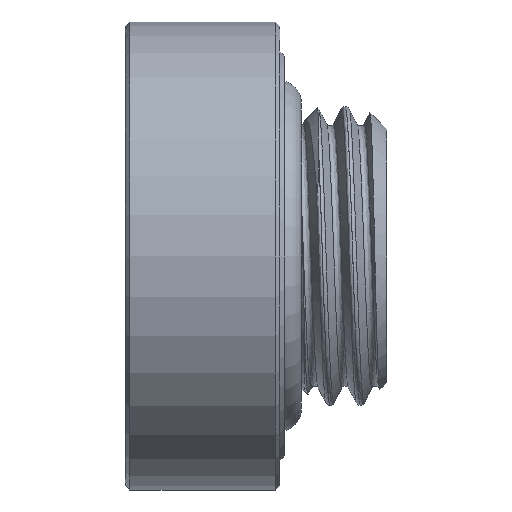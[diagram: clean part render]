
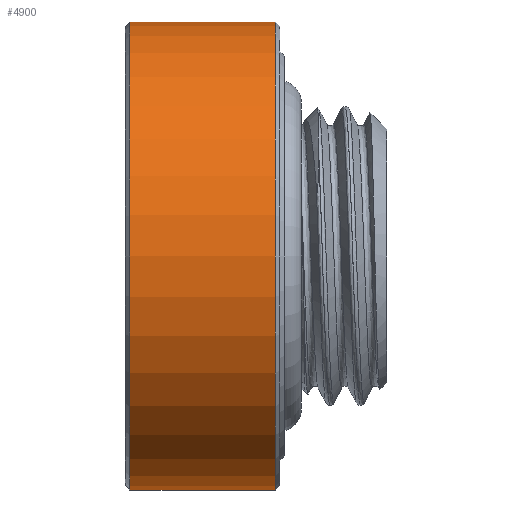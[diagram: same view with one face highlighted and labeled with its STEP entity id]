
A CAD part, left-side view. The second image highlights one B-rep face of the part: STEP entity #4900.
In plain terms, the highlighted cylindrical face has radius 10.3 mm (diameter 20.6 mm), a partial arc.
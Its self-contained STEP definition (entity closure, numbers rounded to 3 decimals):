
#361 = VERTEX_POINT ( 'NONE', #1783 ) ;
#400 = ORIENTED_EDGE ( 'NONE', *, *, #4137, .T. ) ;
#437 = LINE ( 'NONE', #815, #2894 ) ;
#501 = EDGE_CURVE ( 'NONE', #1454, #361, #2701, .T. ) ;
#746 = CIRCLE ( 'NONE', #4430, 10.3 ) ;
#764 = DIRECTION ( 'NONE',  ( 0., -1., 0. ) ) ;
#815 = CARTESIAN_POINT ( 'NONE',  ( 0., 0., -10.3 ) ) ;
#992 = EDGE_LOOP ( 'NONE', ( #4456, #3077, #400, #4807 ) ) ;
#1270 = CARTESIAN_POINT ( 'NONE',  ( 0., 0., 10.3 ) ) ;
#1421 = FACE_OUTER_BOUND ( 'NONE', #992, .T. ) ;
#1454 = VERTEX_POINT ( 'NONE', #3798 ) ;
#1644 = VERTEX_POINT ( 'NONE', #4087 ) ;
#1783 = CARTESIAN_POINT ( 'NONE',  ( 0., 0.4, -10.3 ) ) ;
#1842 = EDGE_CURVE ( 'NONE', #1644, #4363, #746, .T. ) ;
#2209 = VECTOR ( 'NONE', #2892, 1000. ) ;
#2651 = CARTESIAN_POINT ( 'NONE',  ( 0., 0., 0. ) ) ;
#2677 = CARTESIAN_POINT ( 'NONE',  ( 0., 0.4, 0. ) ) ;
#2701 = CIRCLE ( 'NONE', #3382, 10.3 ) ;
#2892 = DIRECTION ( 'NONE',  ( 0., -1., 0. ) ) ;
#2894 = VECTOR ( 'NONE', #2946, 1000. ) ;
#2946 = DIRECTION ( 'NONE',  ( 0., -1., 0. ) ) ;
#2975 = EDGE_CURVE ( 'NONE', #1644, #1454, #3291, .T. ) ;
#3045 = CYLINDRICAL_SURFACE ( 'NONE', #3231, 10.3 ) ;
#3077 = ORIENTED_EDGE ( 'NONE', *, *, #1842, .T. ) ;
#3124 = DIRECTION ( 'NONE',  ( 0., 0., -1. ) ) ;
#3231 = AXIS2_PLACEMENT_3D ( 'NONE', #2651, #3880, #3124 ) ;
#3291 = LINE ( 'NONE', #1270, #2209 ) ;
#3382 = AXIS2_PLACEMENT_3D ( 'NONE', #2677, #5178, #4374 ) ;
#3798 = CARTESIAN_POINT ( 'NONE',  ( 0., 0.4, 10.3 ) ) ;
#3880 = DIRECTION ( 'NONE',  ( 0., -1., 0. ) ) ;
#4001 = CARTESIAN_POINT ( 'NONE',  ( 0., 6.8, 0. ) ) ;
#4087 = CARTESIAN_POINT ( 'NONE',  ( 0., 6.8, 10.3 ) ) ;
#4137 = EDGE_CURVE ( 'NONE', #4363, #361, #437, .T. ) ;
#4213 = CARTESIAN_POINT ( 'NONE',  ( 0., 6.8, -10.3 ) ) ;
#4363 = VERTEX_POINT ( 'NONE', #4213 ) ;
#4374 = DIRECTION ( 'NONE',  ( 0., 0., -1. ) ) ;
#4430 = AXIS2_PLACEMENT_3D ( 'NONE', #4001, #764, #4440 ) ;
#4440 = DIRECTION ( 'NONE',  ( 0., 0., -1. ) ) ;
#4456 = ORIENTED_EDGE ( 'NONE', *, *, #2975, .F. ) ;
#4807 = ORIENTED_EDGE ( 'NONE', *, *, #501, .F. ) ;
#4900 = ADVANCED_FACE ( 'NONE', ( #1421 ), #3045, .T. ) ;
#5178 = DIRECTION ( 'NONE',  ( 0., -1., 0. ) ) ;
